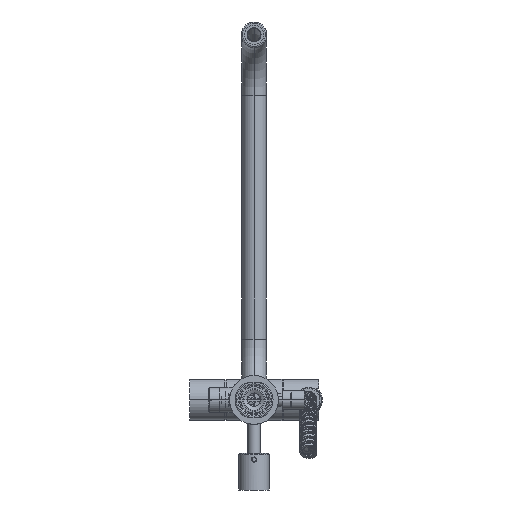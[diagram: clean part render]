
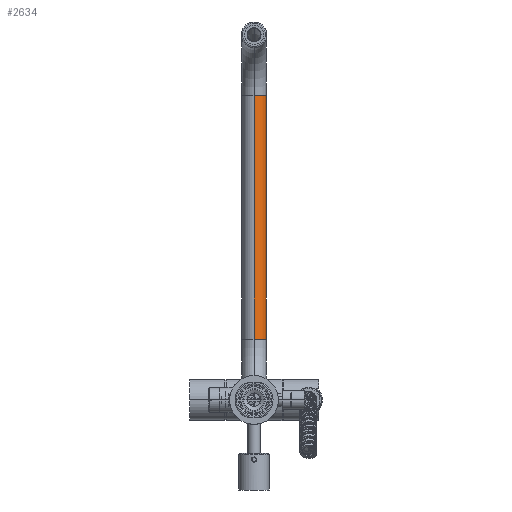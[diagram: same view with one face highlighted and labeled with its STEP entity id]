
A CAD part, front view. The second image highlights one B-rep face of the part: STEP entity #2634.
In plain terms, the highlighted cylindrical face has radius 10 mm (diameter 20 mm), a partial arc.
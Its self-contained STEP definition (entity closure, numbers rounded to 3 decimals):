
#409=CARTESIAN_POINT('',(0.,570.,50.));
#410=DIRECTION('',(0.,0.,1.));
#411=DIRECTION('',(0.,-1.,0.));
#412=AXIS2_PLACEMENT_3D('',#409,#410,#411);
#414=DIRECTION('',(0.,0.,1.));
#415=VECTOR('',#414,200.);
#416=CARTESIAN_POINT('',(0.,560.,50.));
#417=LINE('',#416,#415);
#423=DIRECTION('',(0.,0.,1.));
#424=VECTOR('',#423,200.);
#425=CARTESIAN_POINT('',(0.,580.,50.));
#426=LINE('',#425,#424);
#437=CARTESIAN_POINT('',(0.,570.,250.));
#438=DIRECTION('',(0.,0.,1.));
#439=DIRECTION('',(0.,-1.,0.));
#440=AXIS2_PLACEMENT_3D('',#437,#438,#439);
#1452=CARTESIAN_POINT('',(0.,560.,50.));
#1453=CARTESIAN_POINT('',(0.,580.,50.));
#1454=VERTEX_POINT('',#1452);
#1455=VERTEX_POINT('',#1453);
#1460=CARTESIAN_POINT('',(0.,560.,250.));
#1461=CARTESIAN_POINT('',(0.,580.,250.));
#1462=VERTEX_POINT('',#1460);
#1463=VERTEX_POINT('',#1461);
#2620=CARTESIAN_POINT('',(0.,570.,50.));
#2621=DIRECTION('',(0.,0.,1.));
#2622=DIRECTION('',(0.,-1.,0.));
#2623=AXIS2_PLACEMENT_3D('',#2620,#2621,#2622);
#2624=CYLINDRICAL_SURFACE('',#2623,10.);
#2625=ORIENTED_EDGE('',*,*,#2607,.F.);
#2627=ORIENTED_EDGE('',*,*,#2626,.T.);
#2629=ORIENTED_EDGE('',*,*,#2628,.T.);
#2631=ORIENTED_EDGE('',*,*,#2630,.F.);
#2632=EDGE_LOOP('',(#2625,#2627,#2629,#2631));
#2633=FACE_OUTER_BOUND('',#2632,.F.);
#2634=ADVANCED_FACE('',(#2633),#2624,.T.);
#413=CIRCLE('',#412,10.);
#441=CIRCLE('',#440,10.);
#2607=EDGE_CURVE('',#1454,#1455,#413,.T.);
#2626=EDGE_CURVE('',#1454,#1462,#417,.T.);
#2628=EDGE_CURVE('',#1462,#1463,#441,.T.);
#2630=EDGE_CURVE('',#1455,#1463,#426,.T.);
